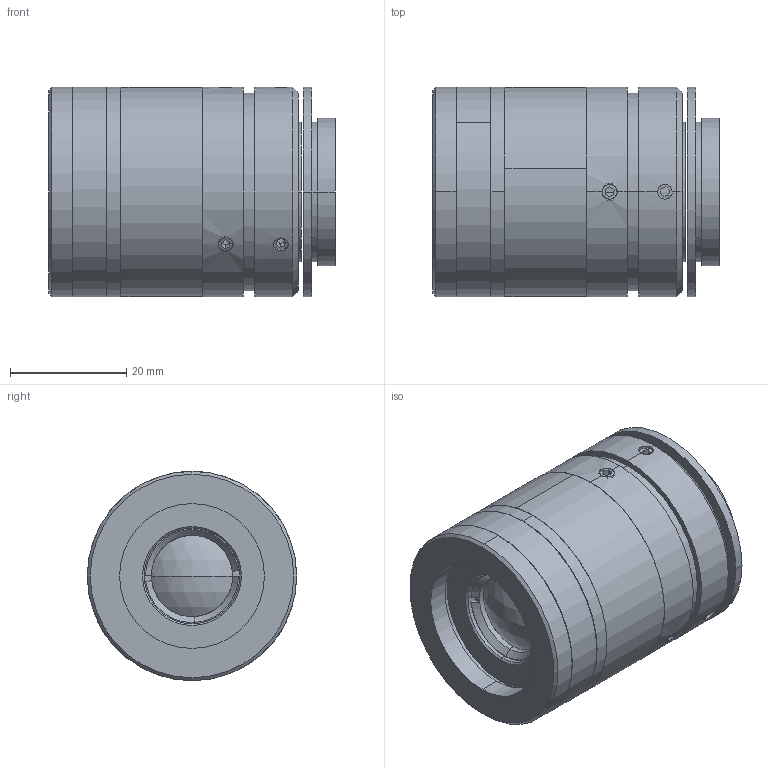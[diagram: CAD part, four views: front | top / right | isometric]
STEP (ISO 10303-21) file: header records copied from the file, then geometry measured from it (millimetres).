
FILE_DESCRIPTION (( 'STEP AP203' ), '1' );
FILE_NAME ('XF-MH025X154B-1.1C.STEP', '2024-08-07T05:48:57', ( '' ), ( '' ), 'SwSTEP 2.0', 'SolidWorks 2022', '' );
FILE_SCHEMA (( 'CONFIG_CONTROL_DESIGN' ));
Length unit declared in the file: millimetre
Products named in the file (1): XF-MH025X154B-1.1C
Bounding box: 49.25 x 36 x 36 mm (x, y, z)
Surface area: 11176.5 mm2 (no closed solid volume)
Topology: 0 solids, 20 shells, 151 faces, 432 edges, 284 vertices
Faces by surface type: plane 77, cylinder 42, cone 28, sphere 4
Entity records: 5230 total; most frequent: CARTESIAN_POINT 1226, DIRECTION 880, ORIENTED_EDGE 684, EDGE_CURVE 424, AXIS2_PLACEMENT_3D 330, VERTEX_POINT 284, LINE 220, VECTOR 220
